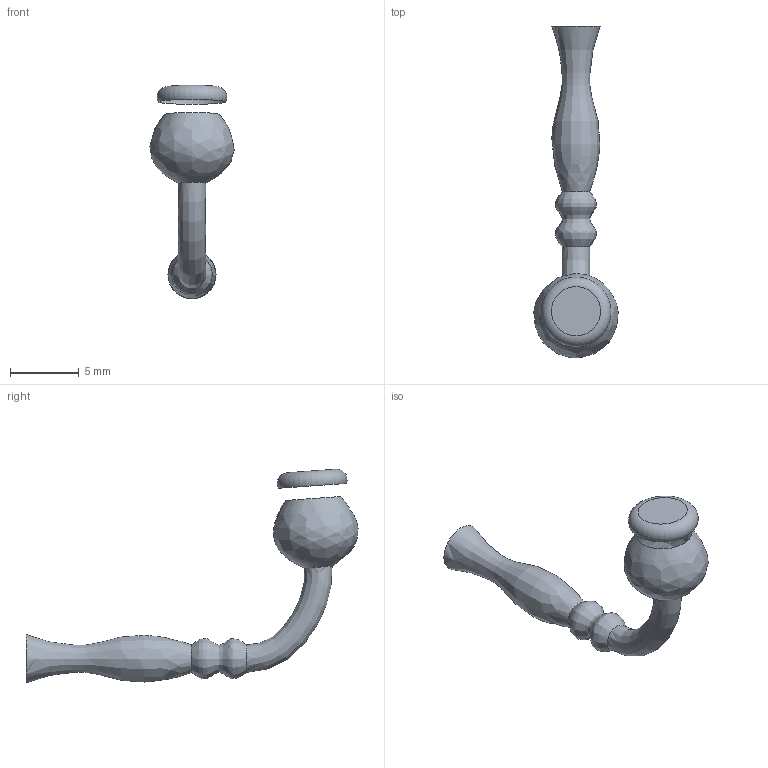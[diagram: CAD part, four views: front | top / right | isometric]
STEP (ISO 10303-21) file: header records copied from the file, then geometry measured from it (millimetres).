
FILE_DESCRIPTION(/* description */ (''),/* implementation_level */ '2;1');
FILE_NAME(/* name */ 'LarynxPharynx v3.step',/* time_stamp */ '2022-04-21T16:05:57-04:00',/* author */ (''),/* organization */ (''),/* preprocessor_version */ 'ST-DEVELOPER v18.1',/* originating_system */ 'Autodesk Translation Framework v10.14.0.1471',/* authorisation */ '');
FILE_SCHEMA (('AUTOMOTIVE_DESIGN { 1 0 10303 214 3 1 1 }'));
Length unit declared in the file: millimetre
Products named in the file (1): LarynxPharynx
Bounding box: 6.12 x 24.08 x 15.49 mm (x, y, z)
Volume: 265.9 mm3; surface area: 356.4 mm2
Topology: 1 solids, 1 shells, 10 faces, 19 edges, 11 vertices
Faces by surface type: plane 4, bspline 4, torus 1, cone 1
Entity records: 942 total; most frequent: CARTESIAN_POINT 717, DIRECTION 40, ORIENTED_EDGE 38, EDGE_CURVE 19, AXIS2_PLACEMENT_3D 19, CIRCLE 12, VERTEX_POINT 11, FACE_OUTER_BOUND 10
